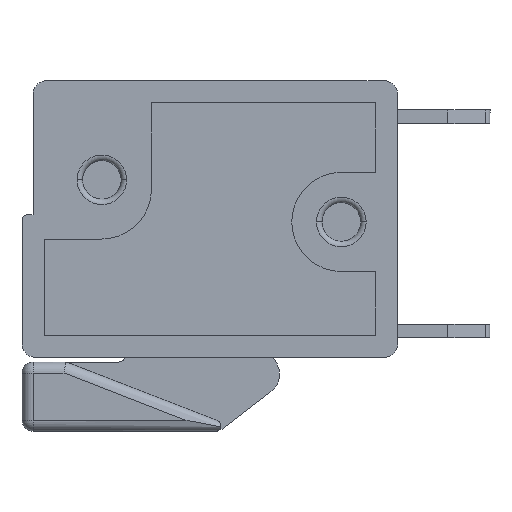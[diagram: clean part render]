
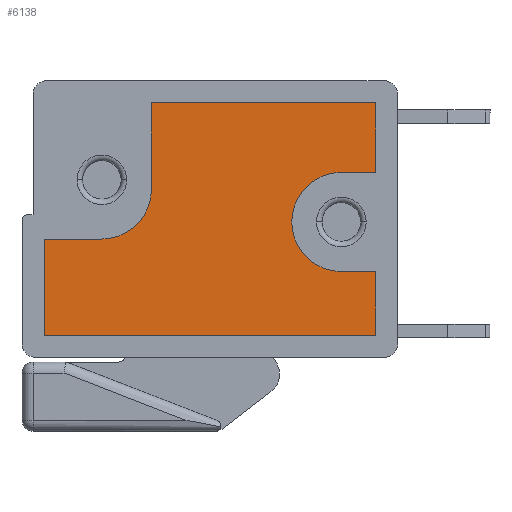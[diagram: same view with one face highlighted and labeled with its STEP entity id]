
A CAD part, left-side view. The second image highlights one B-rep face of the part: STEP entity #6138.
In plain terms, the highlighted face is planar.
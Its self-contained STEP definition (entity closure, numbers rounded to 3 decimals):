
#41 = CARTESIAN_POINT ( 'NONE',  ( -6.025, 0.725, -5.02 ) ) ;
#58 = VECTOR ( 'NONE', #4067, 1000. ) ;
#288 = DIRECTION ( 'NONE',  ( -1., 0., 0. ) ) ;
#435 = VERTEX_POINT ( 'NONE', #7561 ) ;
#458 = CARTESIAN_POINT ( 'NONE',  ( 6.025, -4.225, -5.02 ) ) ;
#554 = VECTOR ( 'NONE', #663, 1000. ) ;
#576 = CIRCLE ( 'NONE', #2749, 1.8 ) ;
#655 = CARTESIAN_POINT ( 'NONE',  ( 6.025, 4.225, -5.02 ) ) ;
#663 = DIRECTION ( 'NONE',  ( 1., 0., 0. ) ) ;
#728 = CARTESIAN_POINT ( 'NONE',  ( 4.775, -1.695, -5.02 ) ) ;
#782 = LINE ( 'NONE', #458, #2722 ) ;
#839 = CARTESIAN_POINT ( 'NONE',  ( -6.025, 4.225, -5.02 ) ) ;
#986 = LINE ( 'NONE', #3985, #58 ) ;
#1012 = ORIENTED_EDGE ( 'NONE', *, *, #4048, .T. ) ;
#1599 = VECTOR ( 'NONE', #6492, 1000. ) ;
#1933 = CIRCLE ( 'NONE', #2524, 1.8 ) ;
#1947 = ORIENTED_EDGE ( 'NONE', *, *, #2031, .T. ) ;
#1967 = CARTESIAN_POINT ( 'NONE',  ( -6.025, 4.225, -5.02 ) ) ;
#2031 = EDGE_CURVE ( 'NONE', #7192, #7811, #1933, .T. ) ;
#2083 = CARTESIAN_POINT ( 'NONE',  ( -2.125, -4.225, -5.02 ) ) ;
#2128 = DIRECTION ( 'NONE',  ( 0., 1., 0. ) ) ;
#2158 = DIRECTION ( 'NONE',  ( -1., 0., 0. ) ) ;
#2201 = VECTOR ( 'NONE', #2430, 1000. ) ;
#2264 = DIRECTION ( 'NONE',  ( 0., 0., 1. ) ) ;
#2327 = ORIENTED_EDGE ( 'NONE', *, *, #4707, .T. ) ;
#2328 = CARTESIAN_POINT ( 'NONE',  ( 4.775, 0.105, -5.02 ) ) ;
#2337 = CARTESIAN_POINT ( 'NONE',  ( 6.025, -1.695, -5.02 ) ) ;
#2362 = CARTESIAN_POINT ( 'NONE',  ( 6.025, -4.225, -5.02 ) ) ;
#2430 = DIRECTION ( 'NONE',  ( 0., -1., 0. ) ) ;
#2435 = ORIENTED_EDGE ( 'NONE', *, *, #4446, .T. ) ;
#2522 = EDGE_CURVE ( 'NONE', #435, #7192, #3020, .T. ) ;
#2524 = AXIS2_PLACEMENT_3D ( 'NONE', #6021, #6003, #5924 ) ;
#2592 = CARTESIAN_POINT ( 'NONE',  ( 4.775, 1.905, -5.02 ) ) ;
#2608 = ORIENTED_EDGE ( 'NONE', *, *, #4247, .T. ) ;
#2651 = CARTESIAN_POINT ( 'NONE',  ( 2.975, 0.105, -5.02 ) ) ;
#2668 = VERTEX_POINT ( 'NONE', #655 ) ;
#2722 = VECTOR ( 'NONE', #288, 1000. ) ;
#2749 = AXIS2_PLACEMENT_3D ( 'NONE', #2328, #2264, #2158 ) ;
#2785 = EDGE_CURVE ( 'NONE', #3252, #435, #782, .T. ) ;
#2890 = FACE_OUTER_BOUND ( 'NONE', #5247, .T. ) ;
#3000 = ORIENTED_EDGE ( 'NONE', *, *, #2785, .T. ) ;
#3020 = LINE ( 'NONE', #2083, #7818 ) ;
#3049 = EDGE_CURVE ( 'NONE', #3700, #3252, #5480, .T. ) ;
#3252 = VERTEX_POINT ( 'NONE', #2362 ) ;
#3297 = EDGE_CURVE ( 'NONE', #5357, #3700, #986, .T. ) ;
#3341 = EDGE_CURVE ( 'NONE', #7900, #7899, #576, .T. ) ;
#3624 = EDGE_CURVE ( 'NONE', #6211, #7900, #6582, .T. ) ;
#3700 = VERTEX_POINT ( 'NONE', #7843 ) ;
#3733 = VECTOR ( 'NONE', #3936, 1000. ) ;
#3936 = DIRECTION ( 'NONE',  ( -1., 0., 0. ) ) ;
#3985 = CARTESIAN_POINT ( 'NONE',  ( 4.775, -1.695, -5.02 ) ) ;
#4048 = EDGE_CURVE ( 'NONE', #2668, #6211, #6988, .T. ) ;
#4067 = DIRECTION ( 'NONE',  ( 1., 0., 0. ) ) ;
#4108 = CARTESIAN_POINT ( 'NONE',  ( -3.925, 0.725, -5.02 ) ) ;
#4117 = LINE ( 'NONE', #839, #554 ) ;
#4247 = EDGE_CURVE ( 'NONE', #6333, #2668, #4117, .T. ) ;
#4400 = LINE ( 'NONE', #6158, #5660 ) ;
#4446 = EDGE_CURVE ( 'NONE', #6459, #6333, #4400, .T. ) ;
#4529 = CARTESIAN_POINT ( 'NONE',  ( 6.025, 1.905, -5.02 ) ) ;
#4707 = EDGE_CURVE ( 'NONE', #7811, #6459, #7079, .T. ) ;
#4922 = ORIENTED_EDGE ( 'NONE', *, *, #2522, .T. ) ;
#5029 = ORIENTED_EDGE ( 'NONE', *, *, #3049, .T. ) ;
#5065 = CARTESIAN_POINT ( 'NONE',  ( -3.925, 0.725, -5.02 ) ) ;
#5154 = DIRECTION ( 'NONE',  ( -1., 0., 0. ) ) ;
#5205 = PLANE ( 'NONE',  #6352 ) ;
#5224 = DIRECTION ( 'NONE',  ( -1., 0., 0. ) ) ;
#5230 = DIRECTION ( 'NONE',  ( 0., 0., 1. ) ) ;
#5241 = CARTESIAN_POINT ( 'NONE',  ( 4.775, 0.105, -5.02 ) ) ;
#5247 = EDGE_LOOP ( 'NONE', ( #1947, #2327, #2435, #2608, #1012, #7094, #8219, #7419, #7741, #5029, #3000, #4922 ) ) ;
#5299 = CARTESIAN_POINT ( 'NONE',  ( -3.925, -1.075, -5.02 ) ) ;
#5357 = VERTEX_POINT ( 'NONE', #728 ) ;
#5471 = VECTOR ( 'NONE', #5710, 1000. ) ;
#5480 = LINE ( 'NONE', #2337, #2201 ) ;
#5481 = DIRECTION ( 'NONE',  ( 0., 0., -1. ) ) ;
#5523 = EDGE_CURVE ( 'NONE', #7899, #5357, #7303, .T. ) ;
#5660 = VECTOR ( 'NONE', #6114, 1000. ) ;
#5702 = AXIS2_PLACEMENT_3D ( 'NONE', #5241, #5230, #5224 ) ;
#5710 = DIRECTION ( 'NONE',  ( 0., -1., 0. ) ) ;
#5813 = CARTESIAN_POINT ( 'NONE',  ( 6.025, 4.225, -5.02 ) ) ;
#5924 = DIRECTION ( 'NONE',  ( -1., 0., 0. ) ) ;
#6003 = DIRECTION ( 'NONE',  ( 0., 0., 1. ) ) ;
#6021 = CARTESIAN_POINT ( 'NONE',  ( -3.925, -1.075, -5.02 ) ) ;
#6114 = DIRECTION ( 'NONE',  ( 0., 1., 0. ) ) ;
#6138 = ADVANCED_FACE ( 'NONE', ( #2890 ), #5205, .T. ) ;
#6158 = CARTESIAN_POINT ( 'NONE',  ( -6.025, 0.725, -5.02 ) ) ;
#6211 = VERTEX_POINT ( 'NONE', #4529 ) ;
#6333 = VERTEX_POINT ( 'NONE', #1967 ) ;
#6352 = AXIS2_PLACEMENT_3D ( 'NONE', #5299, #5481, #5154 ) ;
#6459 = VERTEX_POINT ( 'NONE', #41 ) ;
#6492 = DIRECTION ( 'NONE',  ( -1., 0., 0. ) ) ;
#6553 = CARTESIAN_POINT ( 'NONE',  ( 6.025, 1.905, -5.02 ) ) ;
#6582 = LINE ( 'NONE', #6553, #1599 ) ;
#6886 = CARTESIAN_POINT ( 'NONE',  ( -2.125, -1.075, -5.02 ) ) ;
#6988 = LINE ( 'NONE', #5813, #5471 ) ;
#7079 = LINE ( 'NONE', #4108, #3733 ) ;
#7094 = ORIENTED_EDGE ( 'NONE', *, *, #3624, .T. ) ;
#7192 = VERTEX_POINT ( 'NONE', #6886 ) ;
#7303 = CIRCLE ( 'NONE', #5702, 1.8 ) ;
#7419 = ORIENTED_EDGE ( 'NONE', *, *, #5523, .T. ) ;
#7561 = CARTESIAN_POINT ( 'NONE',  ( -2.125, -4.225, -5.02 ) ) ;
#7741 = ORIENTED_EDGE ( 'NONE', *, *, #3297, .T. ) ;
#7811 = VERTEX_POINT ( 'NONE', #5065 ) ;
#7818 = VECTOR ( 'NONE', #2128, 1000. ) ;
#7843 = CARTESIAN_POINT ( 'NONE',  ( 6.025, -1.695, -5.02 ) ) ;
#7899 = VERTEX_POINT ( 'NONE', #2651 ) ;
#7900 = VERTEX_POINT ( 'NONE', #2592 ) ;
#8219 = ORIENTED_EDGE ( 'NONE', *, *, #3341, .T. ) ;
